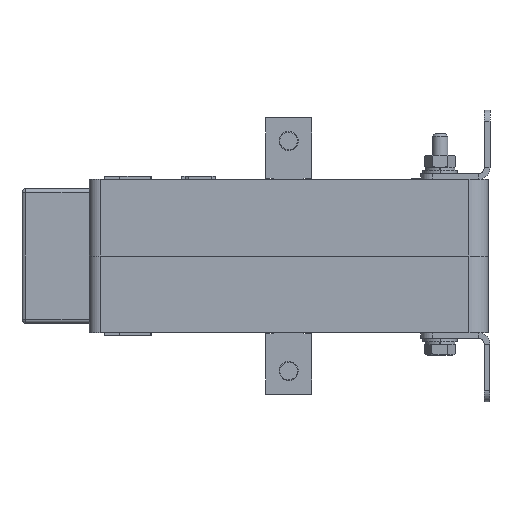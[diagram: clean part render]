
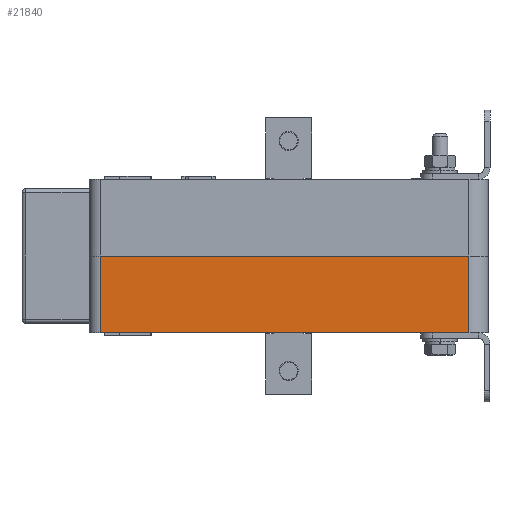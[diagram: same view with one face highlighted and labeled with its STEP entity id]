
A CAD part, left-side view. The second image highlights one B-rep face of the part: STEP entity #21840.
In plain terms, the highlighted planar face has unit normal (-1, 0, 0).
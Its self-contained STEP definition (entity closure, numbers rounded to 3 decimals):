
#1164 = LINE ( 'NONE', #19261, #1551 ) ;
#1231 = LINE ( 'NONE', #19120, #1259 ) ;
#1259 = VECTOR ( 'NONE', #18164, 1000. ) ;
#1551 = VECTOR ( 'NONE', #19002, 1000. ) ;
#1776 = CARTESIAN_POINT ( 'NONE',  ( -51., -47., -20. ) ) ;
#2741 = CARTESIAN_POINT ( 'NONE',  ( -51., 49., 0. ) ) ;
#2950 = EDGE_CURVE ( 'NONE', #25584, #20796, #8392, .T. ) ;
#3067 = ORIENTED_EDGE ( 'NONE', *, *, #24086, .T. ) ;
#3737 = DIRECTION ( 'NONE',  ( 0., -1., 0. ) ) ;
#6306 = VERTEX_POINT ( 'NONE', #2741 ) ;
#8392 = LINE ( 'NONE', #1776, #8423 ) ;
#8423 = VECTOR ( 'NONE', #3737, 1000. ) ;
#9245 = EDGE_CURVE ( 'NONE', #25584, #6306, #1231, .T. ) ;
#12030 = FACE_OUTER_BOUND ( 'NONE', #23128, .T. ) ;
#12340 = ORIENTED_EDGE ( 'NONE', *, *, #2950, .T. ) ;
#13949 = CARTESIAN_POINT ( 'NONE',  ( -51., 49., -20. ) ) ;
#14544 = CARTESIAN_POINT ( 'NONE',  ( -51., -47., -20. ) ) ;
#15016 = ORIENTED_EDGE ( 'NONE', *, *, #17904, .F. ) ;
#17347 = VERTEX_POINT ( 'NONE', #19886 ) ;
#17904 = EDGE_CURVE ( 'NONE', #6306, #17347, #30815, .T. ) ;
#18164 = DIRECTION ( 'NONE',  ( 0., 0., 1. ) ) ;
#19002 = DIRECTION ( 'NONE',  ( 0., 0., 1. ) ) ;
#19120 = CARTESIAN_POINT ( 'NONE',  ( -51., 49., -20. ) ) ;
#19261 = CARTESIAN_POINT ( 'NONE',  ( -51., -47., -20. ) ) ;
#19886 = CARTESIAN_POINT ( 'NONE',  ( -51., -47., 0. ) ) ;
#20796 = VERTEX_POINT ( 'NONE', #14544 ) ;
#21840 = ADVANCED_FACE ( 'NONE', ( #12030 ), #22806, .T. ) ;
#22662 = DIRECTION ( 'NONE',  ( 0., 0., 1. ) ) ;
#22806 = PLANE ( 'NONE',  #28534 ) ;
#23098 = DIRECTION ( 'NONE',  ( -1., 0., 0. ) ) ;
#23128 = EDGE_LOOP ( 'NONE', ( #15016, #25399, #12340, #3067 ) ) ;
#23825 = CARTESIAN_POINT ( 'NONE',  ( -51., -47., -20. ) ) ;
#24086 = EDGE_CURVE ( 'NONE', #20796, #17347, #1164, .T. ) ;
#25399 = ORIENTED_EDGE ( 'NONE', *, *, #9245, .F. ) ;
#25584 = VERTEX_POINT ( 'NONE', #13949 ) ;
#27603 = CARTESIAN_POINT ( 'NONE',  ( -51., -47., 0. ) ) ;
#27709 = DIRECTION ( 'NONE',  ( 0., -1., 0. ) ) ;
#28534 = AXIS2_PLACEMENT_3D ( 'NONE', #23825, #23098, #22662 ) ;
#30656 = VECTOR ( 'NONE', #27709, 1000. ) ;
#30815 = LINE ( 'NONE', #27603, #30656 ) ;
